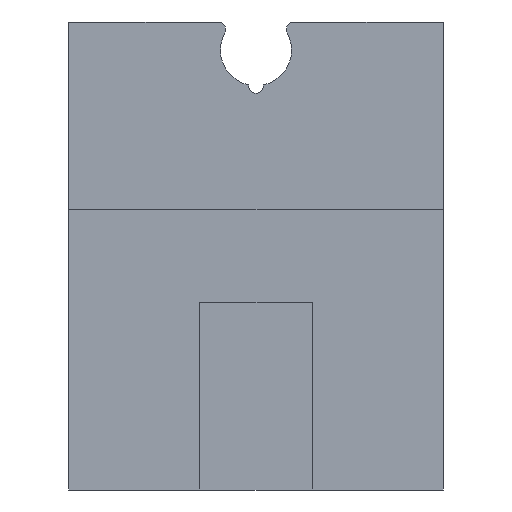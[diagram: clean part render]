
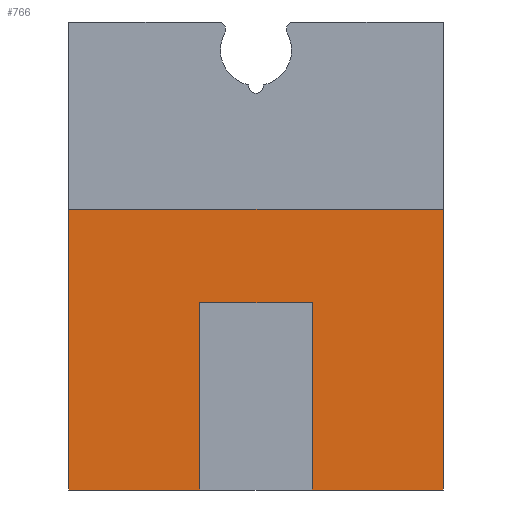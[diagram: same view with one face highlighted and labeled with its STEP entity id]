
A CAD part, left-side view. The second image highlights one B-rep face of the part: STEP entity #766.
In plain terms, the highlighted planar face has unit normal (-1, 0, 0).
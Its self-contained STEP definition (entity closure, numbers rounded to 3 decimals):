
#219 = VERTEX_POINT('',#220);
#220 = CARTESIAN_POINT('',(-31.,10.,-10.));
#226 = EDGE_CURVE('',#219,#227,#229,.T.);
#227 = VERTEX_POINT('',#228);
#228 = CARTESIAN_POINT('',(-31.,10.,5.));
#229 = LINE('',#230,#231);
#230 = CARTESIAN_POINT('',(-31.,10.,0.));
#231 = VECTOR('',#232,1.);
#232 = DIRECTION('',(0.,0.,1.));
#364 = EDGE_CURVE('',#365,#367,#369,.T.);
#365 = VERTEX_POINT('',#366);
#366 = CARTESIAN_POINT('',(-31.,-10.,-10.));
#367 = VERTEX_POINT('',#368);
#368 = CARTESIAN_POINT('',(-31.,-10.,5.));
#369 = LINE('',#370,#371);
#370 = CARTESIAN_POINT('',(-31.,-10.,0.));
#371 = VECTOR('',#372,1.);
#372 = DIRECTION('',(0.,0.,1.));
#753 = EDGE_CURVE('',#227,#367,#754,.T.);
#754 = LINE('',#755,#756);
#755 = CARTESIAN_POINT('',(-31.,10.,5.));
#756 = VECTOR('',#757,1.);
#757 = DIRECTION('',(0.,-1.,0.));
#766 = ADVANCED_FACE('',(#767),#810,.T.);
#767 = FACE_BOUND('',#768,.T.);
#768 = EDGE_LOOP('',(#769,#770,#778,#786,#794,#802,#808,#809));
#769 = ORIENTED_EDGE('',*,*,#226,.F.);
#770 = ORIENTED_EDGE('',*,*,#771,.F.);
#771 = EDGE_CURVE('',#772,#219,#774,.T.);
#772 = VERTEX_POINT('',#773);
#773 = CARTESIAN_POINT('',(-31.,3.,-10.));
#774 = LINE('',#775,#776);
#775 = CARTESIAN_POINT('',(-31.,3.,-10.));
#776 = VECTOR('',#777,1.);
#777 = DIRECTION('',(0.,1.,0.));
#778 = ORIENTED_EDGE('',*,*,#779,.F.);
#779 = EDGE_CURVE('',#780,#772,#782,.T.);
#780 = VERTEX_POINT('',#781);
#781 = CARTESIAN_POINT('',(-31.,3.,0.));
#782 = LINE('',#783,#784);
#783 = CARTESIAN_POINT('',(-31.,3.,0.));
#784 = VECTOR('',#785,1.);
#785 = DIRECTION('',(0.,0.,-1.));
#786 = ORIENTED_EDGE('',*,*,#787,.T.);
#787 = EDGE_CURVE('',#780,#788,#790,.T.);
#788 = VERTEX_POINT('',#789);
#789 = CARTESIAN_POINT('',(-31.,-3.,0.));
#790 = LINE('',#791,#792);
#791 = CARTESIAN_POINT('',(-31.,10.,0.));
#792 = VECTOR('',#793,1.);
#793 = DIRECTION('',(0.,-1.,0.));
#794 = ORIENTED_EDGE('',*,*,#795,.T.);
#795 = EDGE_CURVE('',#788,#796,#798,.T.);
#796 = VERTEX_POINT('',#797);
#797 = CARTESIAN_POINT('',(-31.,-3.,-10.));
#798 = LINE('',#799,#800);
#799 = CARTESIAN_POINT('',(-31.,-3.,0.));
#800 = VECTOR('',#801,1.);
#801 = DIRECTION('',(0.,0.,-1.));
#802 = ORIENTED_EDGE('',*,*,#803,.F.);
#803 = EDGE_CURVE('',#365,#796,#804,.T.);
#804 = LINE('',#805,#806);
#805 = CARTESIAN_POINT('',(-31.,-10.,-10.));
#806 = VECTOR('',#807,1.);
#807 = DIRECTION('',(0.,1.,0.));
#808 = ORIENTED_EDGE('',*,*,#364,.T.);
#809 = ORIENTED_EDGE('',*,*,#753,.F.);
#810 = PLANE('',#811);
#811 = AXIS2_PLACEMENT_3D('',#812,#813,#814);
#812 = CARTESIAN_POINT('',(-31.,0.,-2.389));
#813 = DIRECTION('',(-1.,-0.,-0.));
#814 = DIRECTION('',(0.,0.,-1.));
